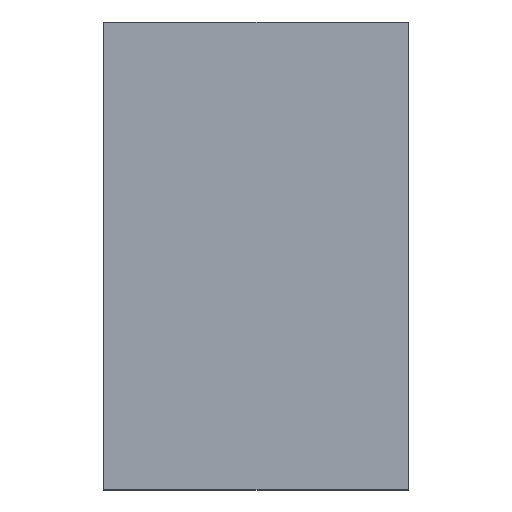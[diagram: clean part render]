
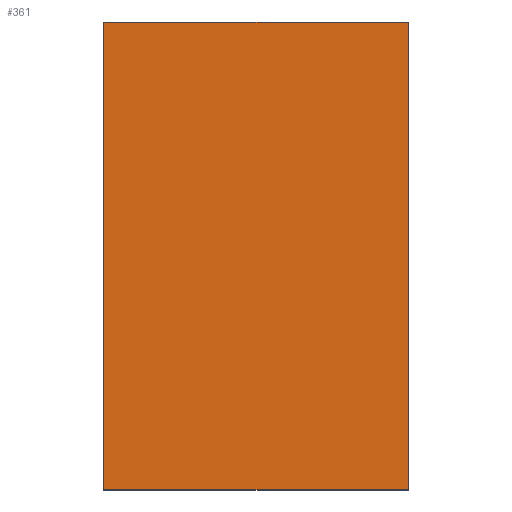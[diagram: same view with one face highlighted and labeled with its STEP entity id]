
A CAD part, top view. The second image highlights one B-rep face of the part: STEP entity #361.
In plain terms, the highlighted planar face has unit normal (0, 0, 1).
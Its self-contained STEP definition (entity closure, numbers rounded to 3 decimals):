
#33=FACE_OUTER_BOUND('',#53,.T.);
#53=EDGE_LOOP('',(#319,#320,#321,#322));
#84=LINE('',#543,#132);
#89=LINE('',#553,#137);
#100=LINE('',#573,#148);
#102=LINE('',#577,#150);
#132=VECTOR('',#442,10.);
#137=VECTOR('',#451,10.);
#148=VECTOR('',#470,10.);
#150=VECTOR('',#476,10.);
#173=VERTEX_POINT('',#540);
#174=VERTEX_POINT('',#542);
#176=VERTEX_POINT('',#550);
#177=VERTEX_POINT('',#552);
#212=EDGE_CURVE('',#174,#173,#84,.T.);
#217=EDGE_CURVE('',#177,#176,#89,.T.);
#228=EDGE_CURVE('',#173,#177,#100,.T.);
#230=EDGE_CURVE('',#176,#174,#102,.T.);
#319=ORIENTED_EDGE('',*,*,#217,.T.);
#320=ORIENTED_EDGE('',*,*,#230,.T.);
#321=ORIENTED_EDGE('',*,*,#212,.T.);
#322=ORIENTED_EDGE('',*,*,#228,.T.);
#343=PLANE('',#393);
#361=ADVANCED_FACE('',(#33),#343,.T.);
#393=AXIS2_PLACEMENT_3D('',#578,#477,#478);
#442=DIRECTION('',(-1.,0.,0.));
#451=DIRECTION('',(1.,0.,0.));
#470=DIRECTION('',(0.,-1.,0.));
#476=DIRECTION('',(0.,1.,0.));
#477=DIRECTION('center_axis',(0.,0.,1.));
#478=DIRECTION('ref_axis',(1.,0.,0.));
#540=CARTESIAN_POINT('',(-32.,100.,6.));
#542=CARTESIAN_POINT('',(33.,100.,6.));
#543=CARTESIAN_POINT('',(-32.,100.,6.));
#550=CARTESIAN_POINT('',(33.,0.,6.));
#552=CARTESIAN_POINT('',(-32.,0.,6.));
#553=CARTESIAN_POINT('',(33.,0.,6.));
#573=CARTESIAN_POINT('',(-32.,0.,6.));
#577=CARTESIAN_POINT('',(33.,100.,6.));
#578=CARTESIAN_POINT('Origin',(0.5,50.,6.));
